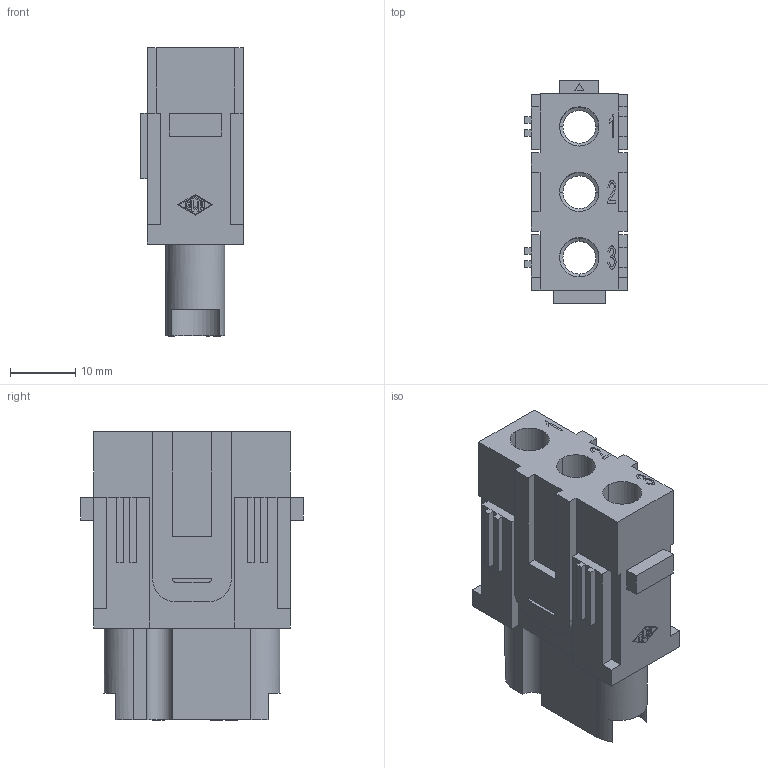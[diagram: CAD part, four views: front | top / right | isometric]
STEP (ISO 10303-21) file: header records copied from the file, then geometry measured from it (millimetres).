
FILE_DESCRIPTION(('Creo Elements/Direct Modeling STEP Export'),'2;1');
FILE_NAME('0ln7uvk5395jgbh5064','2020-06-18T11:14:02',(''),(''),'Creo Elements/Direct Modeling STEP processor for AP214 (Solid Model)','Creo Elements/Direct Modeling 20.1B 02-Apr-2019 (C) Parametric Technology GmbH','');
FILE_SCHEMA(('AUTOMOTIVE_DESIGN { 1 0 10303 214 1 1 1 1 }'));
Length unit declared in the file: millimetre
Products named in the file (2): CX 03 4BF
Assembly tree (1 placements, depth 2):
  CX 03 4BF
    CX 03 4BF
Bounding box: 15.7 x 34 x 44.11 mm (x, y, z)
Volume: 11125.1 mm3; surface area: 7343.9 mm2
Topology: 1 solids, 1 shells, 278 faces, 840 edges, 583 vertices
Faces by surface type: plane 244, cylinder 28, cone 6
Entity records: 9391 total; most frequent: CARTESIAN_POINT 1745, ORIENTED_EDGE 1680, DIRECTION 1393, EDGE_CURVE 840, VECTOR 733, LINE 733, VERTEX_POINT 583, AXIS2_PLACEMENT_3D 330
